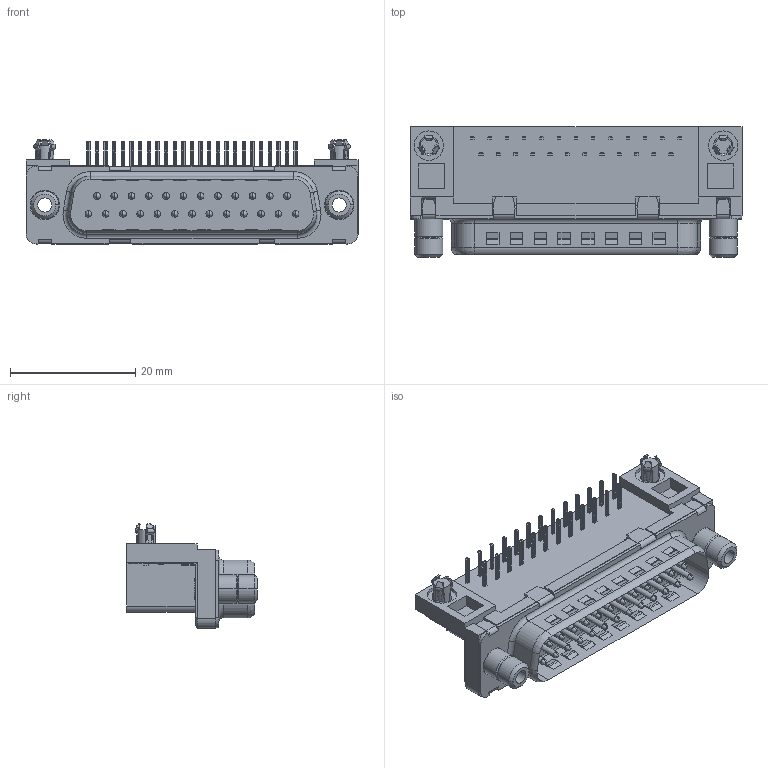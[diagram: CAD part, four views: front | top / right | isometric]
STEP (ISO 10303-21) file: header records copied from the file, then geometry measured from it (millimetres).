
FILE_DESCRIPTION((''),'2;1');
FILE_NAME('PD25P13A4GV00LF','2014-12-06T',('ababu'),('FCI'),'PRO/ENGINEER BY PARAMETRIC TECHNOLOGY CORPORATION, 2013150','PRO/ENGINEER BY PARAMETRIC TECHNOLOGY CORPORATION, 2013150','');
FILE_SCHEMA(('CONFIG_CONTROL_DESIGN','GEOMETRIC_VALIDATION_PROPERTIES_MIM'));
Length unit declared in the file: millimetre
Products named in the file (1): PD25P13A4GV00LF
Bounding box: 53.04 x 20.9 x 16.65 mm (x, y, z)
Volume: 7031.7 mm3; surface area: 6245.2 mm2
Topology: 1 solids, 2 shells, 1505 faces, 4238 edges, 2761 vertices
Faces by surface type: plane 907, cylinder 498, bspline 60, torus 28, cone 12
Entity records: 57531 total; most frequent: CARTESIAN_POINT 10862, ORIENTED_EDGE 8376, DIRECTION 8050, EDGE_CURVE 4188, VECTOR 2928, LINE 2928, VERTEX_POINT 2761, AXIS2_PLACEMENT_3D 2561
